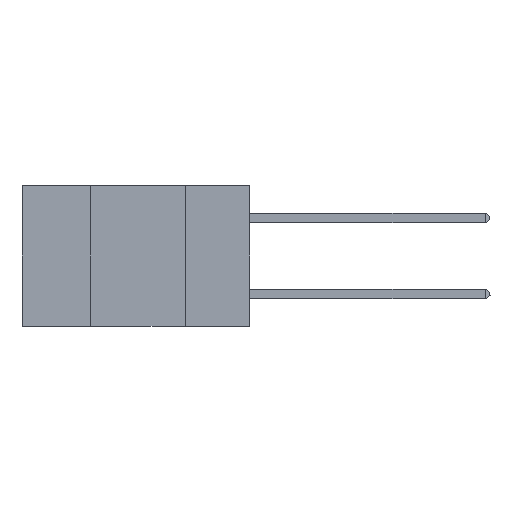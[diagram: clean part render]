
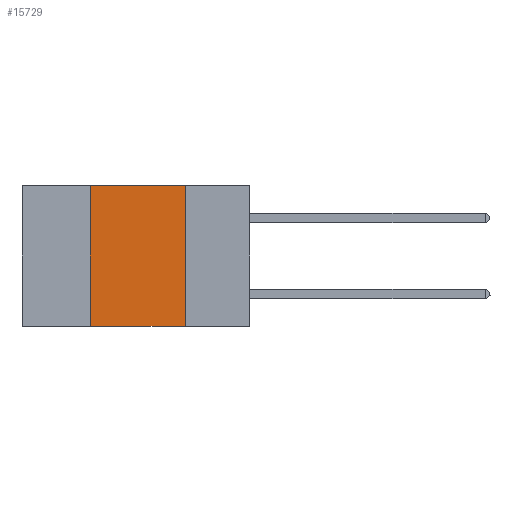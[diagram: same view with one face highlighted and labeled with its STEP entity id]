
A CAD part, left-side view. The second image highlights one B-rep face of the part: STEP entity #15729.
In plain terms, the highlighted planar face has unit normal (-1, 0, 0).
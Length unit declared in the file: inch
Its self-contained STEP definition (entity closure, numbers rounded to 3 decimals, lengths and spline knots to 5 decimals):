
#20 = VECTOR ( 'NONE', #15473, 39.37008 ) ;
#755 = VERTEX_POINT ( 'NONE', #6485 ) ;
#2038 = LINE ( 'NONE', #17778, #15869 ) ;
#2270 = LINE ( 'NONE', #14715, #14735 ) ;
#2403 = EDGE_LOOP ( 'NONE', ( #15755, #13704, #17807, #15380 ) ) ;
#2450 = VERTEX_POINT ( 'NONE', #16633 ) ;
#2485 = EDGE_CURVE ( 'NONE', #17328, #12287, #2038, .T. ) ;
#2631 = EDGE_CURVE ( 'NONE', #17328, #2450, #2270, .T. ) ;
#3068 = AXIS2_PLACEMENT_3D ( 'NONE', #13946, #15507, #15372 ) ;
#3188 = VECTOR ( 'NONE', #10049, 39.37008 ) ;
#3334 = CARTESIAN_POINT ( 'NONE',  ( 0., 0.42, -0.37 ) ) ;
#4011 = CARTESIAN_POINT ( 'NONE',  ( 0., 0.17, 0. ) ) ;
#5762 = CARTESIAN_POINT ( 'NONE',  ( 0., 0.6, 0. ) ) ;
#6026 = DIRECTION ( 'NONE',  ( 0., -1., 0. ) ) ;
#6370 = LINE ( 'NONE', #5762, #3188 ) ;
#6485 = CARTESIAN_POINT ( 'NONE',  ( 0., 0.17, 0. ) ) ;
#8626 = EDGE_CURVE ( 'NONE', #12287, #755, #6370, .T. ) ;
#8833 = CARTESIAN_POINT ( 'NONE',  ( 0., 0.42, 0. ) ) ;
#9186 = DIRECTION ( 'NONE',  ( 0., 0., 1. ) ) ;
#9248 = EDGE_CURVE ( 'NONE', #755, #2450, #14512, .T. ) ;
#10049 = DIRECTION ( 'NONE',  ( 0., -1., 0. ) ) ;
#12287 = VERTEX_POINT ( 'NONE', #8833 ) ;
#12631 = PLANE ( 'NONE',  #3068 ) ;
#13704 = ORIENTED_EDGE ( 'NONE', *, *, #8626, .F. ) ;
#13946 = CARTESIAN_POINT ( 'NONE',  ( 0., 0.6, 0. ) ) ;
#14387 = FACE_OUTER_BOUND ( 'NONE', #2403, .T. ) ;
#14512 = LINE ( 'NONE', #4011, #20 ) ;
#14715 = CARTESIAN_POINT ( 'NONE',  ( 0., 0.6, -0.37 ) ) ;
#14735 = VECTOR ( 'NONE', #6026, 39.37008 ) ;
#15372 = DIRECTION ( 'NONE',  ( 0., 0., -1. ) ) ;
#15380 = ORIENTED_EDGE ( 'NONE', *, *, #2631, .T. ) ;
#15473 = DIRECTION ( 'NONE',  ( 0., 0., -1. ) ) ;
#15507 = DIRECTION ( 'NONE',  ( 1., 0., 0. ) ) ;
#15729 = ADVANCED_FACE ( 'NONE', ( #14387 ), #12631, .F. ) ;
#15755 = ORIENTED_EDGE ( 'NONE', *, *, #9248, .F. ) ;
#15869 = VECTOR ( 'NONE', #9186, 39.37008 ) ;
#16633 = CARTESIAN_POINT ( 'NONE',  ( 0., 0.17, -0.37 ) ) ;
#17328 = VERTEX_POINT ( 'NONE', #3334 ) ;
#17778 = CARTESIAN_POINT ( 'NONE',  ( 0., 0.42, 0. ) ) ;
#17807 = ORIENTED_EDGE ( 'NONE', *, *, #2485, .F. ) ;
